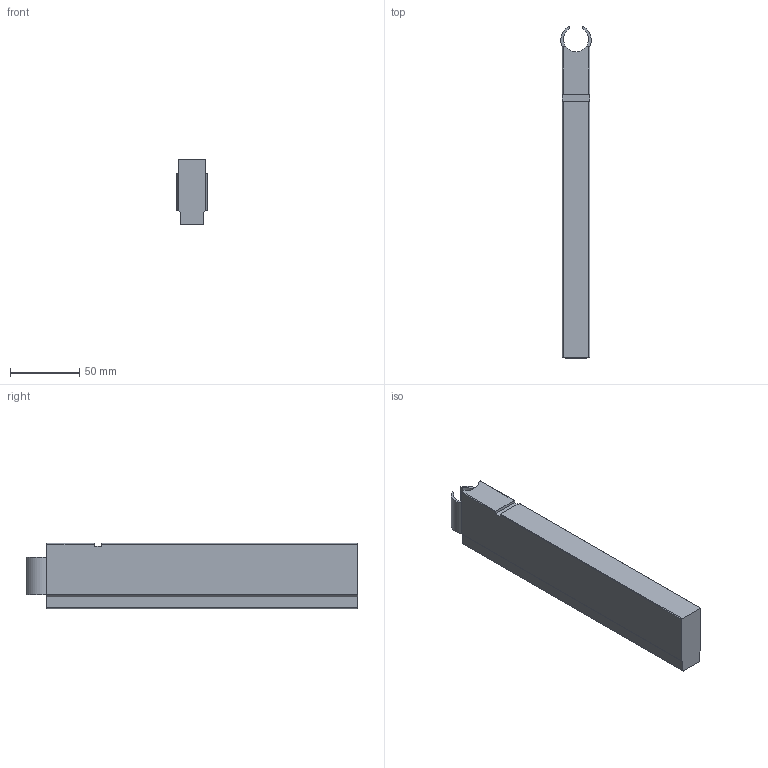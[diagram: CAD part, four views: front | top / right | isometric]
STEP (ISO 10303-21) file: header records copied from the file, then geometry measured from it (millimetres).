
FILE_DESCRIPTION(/* description */ (''),/* implementation_level */ '2;1');
FILE_NAME(/* name */ 'talon mag v0.step',/* time_stamp */ '2018-11-27T11:40:45-08:00',/* author */ ('meikgeik'),/* organization */ (''),/* preprocessor_version */ 'ST-DEVELOPER v17.2',/* originating_system */ 'Autodesk Translation Framework v7.6.0.251',/* authorisation */ '');
FILE_SCHEMA (('AUTOMOTIVE_DESIGN { 1 0 10303 214 3 1 1 }'));
Length unit declared in the file: millimetre
Products named in the file (1): talon mag
Bounding box: 21.99 x 239.88 x 47 mm (x, y, z)
Volume: 202375.4 mm3; surface area: 33203.9 mm2
Topology: 1 solids, 1 shells, 32 faces, 86 edges, 56 vertices
Faces by surface type: plane 23, cylinder 9
Entity records: 1033 total; most frequent: CARTESIAN_POINT 175, DIRECTION 174, ORIENTED_EDGE 172, EDGE_CURVE 86, LINE 64, VECTOR 64, VERTEX_POINT 56, AXIS2_PLACEMENT_3D 55
